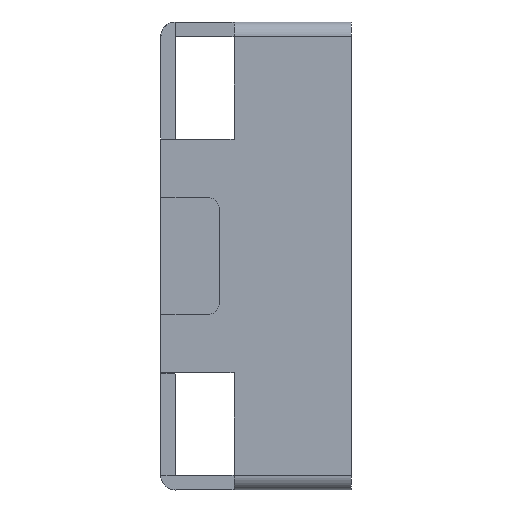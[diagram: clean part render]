
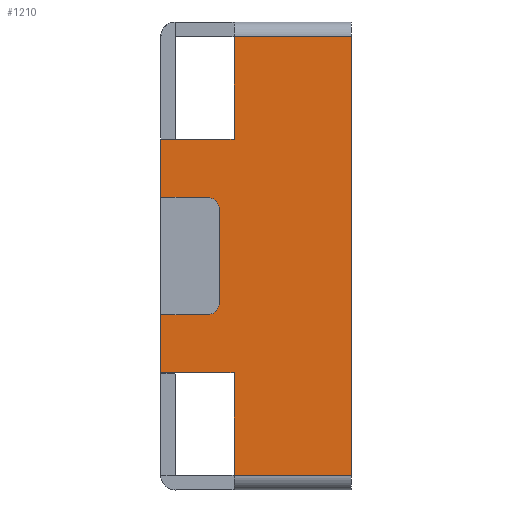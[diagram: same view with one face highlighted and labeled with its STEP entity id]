
A CAD part, left-side view. The second image highlights one B-rep face of the part: STEP entity #1210.
In plain terms, the highlighted planar face has unit normal (-1, 0, 0).
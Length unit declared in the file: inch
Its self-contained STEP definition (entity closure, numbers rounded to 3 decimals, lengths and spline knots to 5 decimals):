
#36=CIRCLE('',#1294,0.1);
#37=CIRCLE('',#1295,0.1);
#76=FACE_OUTER_BOUND('',#138,.T.);
#138=EDGE_LOOP('',(#867,#868,#869,#870,#871,#872,#873,#874,#875,#876,#877,
#878,#879,#880));
#195=LINE('',#1680,#347);
#201=LINE('',#1692,#353);
#240=LINE('',#1829,#392);
#241=LINE('',#1832,#393);
#247=LINE('',#1843,#399);
#248=LINE('',#1845,#400);
#249=LINE('',#1847,#401);
#250=LINE('',#1849,#402);
#251=LINE('',#1850,#403);
#252=LINE('',#1852,#404);
#253=LINE('',#1856,#405);
#254=LINE('',#1859,#406);
#347=VECTOR('',#1359,0.3937);
#353=VECTOR('',#1367,0.3937);
#392=VECTOR('',#1444,0.3937);
#393=VECTOR('',#1447,0.3937);
#399=VECTOR('',#1455,0.3937);
#400=VECTOR('',#1456,0.3937);
#401=VECTOR('',#1457,0.3937);
#402=VECTOR('',#1458,0.3937);
#403=VECTOR('',#1459,0.3937);
#404=VECTOR('',#1460,0.3937);
#405=VECTOR('',#1463,0.3937);
#406=VECTOR('',#1466,0.3937);
#499=VERTEX_POINT('',#1677);
#500=VERTEX_POINT('',#1679);
#502=VERTEX_POINT('',#1685);
#505=VERTEX_POINT('',#1690);
#543=VERTEX_POINT('',#1822);
#546=VERTEX_POINT('',#1827);
#547=VERTEX_POINT('',#1831);
#552=VERTEX_POINT('',#1844);
#553=VERTEX_POINT('',#1846);
#554=VERTEX_POINT('',#1848);
#555=VERTEX_POINT('',#1851);
#556=VERTEX_POINT('',#1853);
#557=VERTEX_POINT('',#1855);
#558=VERTEX_POINT('',#1857);
#615=EDGE_CURVE('',#499,#500,#195,.T.);
#621=EDGE_CURVE('',#505,#502,#201,.T.);
#671=EDGE_CURVE('',#546,#543,#240,.T.);
#672=EDGE_CURVE('',#547,#543,#241,.T.);
#678=EDGE_CURVE('',#499,#547,#247,.T.);
#679=EDGE_CURVE('',#546,#552,#248,.T.);
#680=EDGE_CURVE('',#553,#552,#249,.T.);
#681=EDGE_CURVE('',#553,#554,#250,.T.);
#682=EDGE_CURVE('',#554,#502,#251,.T.);
#683=EDGE_CURVE('',#505,#555,#252,.T.);
#684=EDGE_CURVE('',#555,#556,#36,.T.);
#685=EDGE_CURVE('',#556,#557,#253,.T.);
#686=EDGE_CURVE('',#557,#558,#37,.T.);
#687=EDGE_CURVE('',#558,#500,#254,.T.);
#867=ORIENTED_EDGE('',*,*,#615,.F.);
#868=ORIENTED_EDGE('',*,*,#678,.T.);
#869=ORIENTED_EDGE('',*,*,#672,.T.);
#870=ORIENTED_EDGE('',*,*,#671,.F.);
#871=ORIENTED_EDGE('',*,*,#679,.T.);
#872=ORIENTED_EDGE('',*,*,#680,.F.);
#873=ORIENTED_EDGE('',*,*,#681,.T.);
#874=ORIENTED_EDGE('',*,*,#682,.T.);
#875=ORIENTED_EDGE('',*,*,#621,.F.);
#876=ORIENTED_EDGE('',*,*,#683,.T.);
#877=ORIENTED_EDGE('',*,*,#684,.T.);
#878=ORIENTED_EDGE('',*,*,#685,.T.);
#879=ORIENTED_EDGE('',*,*,#686,.T.);
#880=ORIENTED_EDGE('',*,*,#687,.T.);
#1155=PLANE('',#1293);
#1210=ADVANCED_FACE('',(#76),#1155,.T.);
#1293=AXIS2_PLACEMENT_3D('',#1842,#1453,#1454);
#1294=AXIS2_PLACEMENT_3D('',#1854,#1461,#1462);
#1295=AXIS2_PLACEMENT_3D('',#1858,#1464,#1465);
#1359=DIRECTION('',(0.,0.,1.));
#1367=DIRECTION('',(0.,0.,1.));
#1444=DIRECTION('',(0.,1.,0.));
#1447=DIRECTION('',(0.,0.,-1.));
#1453=DIRECTION('center_axis',(-1.,0.,0.));
#1454=DIRECTION('ref_axis',(0.,0.,1.));
#1455=DIRECTION('',(0.,-1.,0.));
#1456=DIRECTION('',(0.,0.,1.));
#1457=DIRECTION('',(0.,-1.,0.));
#1458=DIRECTION('',(0.,0.,-1.));
#1459=DIRECTION('',(0.,1.,0.));
#1460=DIRECTION('',(0.,-1.,0.));
#1461=DIRECTION('center_axis',(1.,0.,0.));
#1462=DIRECTION('ref_axis',(0.,-1.,0.));
#1463=DIRECTION('',(0.,0.,-1.));
#1464=DIRECTION('center_axis',(1.,0.,0.));
#1465=DIRECTION('ref_axis',(0.,0.,-1.));
#1466=DIRECTION('',(0.,1.,0.));
#1677=CARTESIAN_POINT('',(-3.24543,1.96057,1.08484));
#1679=CARTESIAN_POINT('',(-3.24543,1.96057,1.58009));
#1680=CARTESIAN_POINT('',(-3.24543,1.96057,0.08484));
#1685=CARTESIAN_POINT('',(-3.24543,1.96057,3.07534));
#1690=CARTESIAN_POINT('',(-3.24543,1.96057,2.58009));
#1692=CARTESIAN_POINT('',(-3.24543,1.96057,0.08484));
#1822=CARTESIAN_POINT('',(-3.24543,1.33557,0.20984));
#1827=CARTESIAN_POINT('',(-3.24543,0.33557,0.20984));
#1829=CARTESIAN_POINT('',(-3.24543,0.33557,0.20984));
#1831=CARTESIAN_POINT('',(-3.24543,1.33557,1.08484));
#1832=CARTESIAN_POINT('',(-3.24543,1.33557,0.30059));
#1842=CARTESIAN_POINT('Origin',(-3.24543,0.33557,0.08484));
#1843=CARTESIAN_POINT('',(-3.24543,1.08557,1.08484));
#1844=CARTESIAN_POINT('',(-3.24543,0.33557,3.95034));
#1845=CARTESIAN_POINT('',(-3.24543,0.33557,0.08484));
#1846=CARTESIAN_POINT('',(-3.24543,1.33557,3.95034));
#1847=CARTESIAN_POINT('',(-3.24543,0.33557,3.95034));
#1848=CARTESIAN_POINT('',(-3.24543,1.33557,3.07534));
#1849=CARTESIAN_POINT('',(-3.24543,1.33557,1.83559));
#1850=CARTESIAN_POINT('',(-3.24543,1.08557,3.07534));
#1851=CARTESIAN_POINT('',(-3.24543,1.56057,2.58009));
#1852=CARTESIAN_POINT('',(-3.24543,1.21057,2.58009));
#1853=CARTESIAN_POINT('',(-3.24543,1.46057,2.48009));
#1854=CARTESIAN_POINT('Origin',(-3.24543,1.56057,2.48009));
#1855=CARTESIAN_POINT('',(-3.24543,1.46057,1.68009));
#1856=CARTESIAN_POINT('',(-3.24543,1.46057,1.28247));
#1857=CARTESIAN_POINT('',(-3.24543,1.56057,1.58009));
#1858=CARTESIAN_POINT('Origin',(-3.24543,1.56057,1.68009));
#1859=CARTESIAN_POINT('',(-3.24543,1.01057,1.58009));
